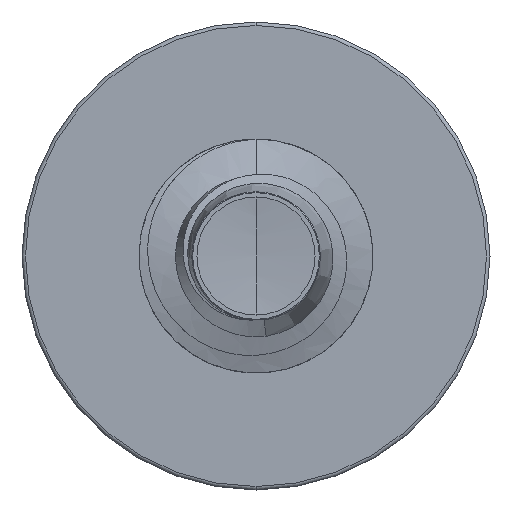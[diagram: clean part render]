
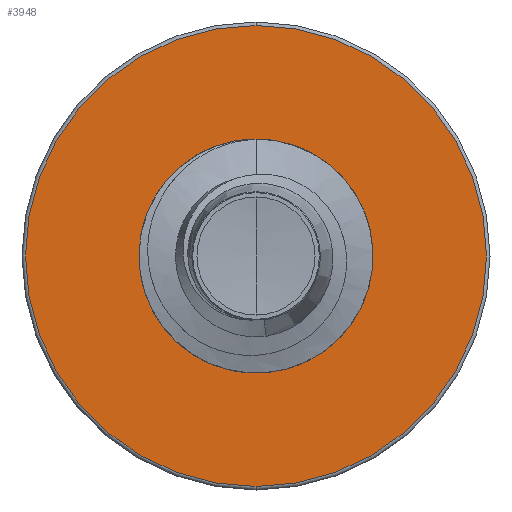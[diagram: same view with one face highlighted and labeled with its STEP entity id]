
A CAD part, front view. The second image highlights one B-rep face of the part: STEP entity #3948.
In plain terms, the highlighted planar face has unit normal (0, -1, 0).
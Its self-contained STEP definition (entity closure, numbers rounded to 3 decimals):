
#524 = DIRECTION ( 'NONE',  ( 0., 0., 1. ) ) ;
#597 = DIRECTION ( 'NONE',  ( 0., 1., 0. ) ) ;
#638 = PLANE ( 'NONE',  #10233 ) ;
#684 = CARTESIAN_POINT ( 'NONE',  ( 0., 6., -1.722 ) ) ;
#702 = VERTEX_POINT ( 'NONE', #12508 ) ;
#1112 = FACE_OUTER_BOUND ( 'NONE', #8825, .T. ) ;
#1355 = AXIS2_PLACEMENT_3D ( 'NONE', #1791, #1764, #1762 ) ;
#1624 = AXIS2_PLACEMENT_3D ( 'NONE', #11926, #11923, #11919 ) ;
#1762 = DIRECTION ( 'NONE',  ( 0., 0., 1. ) ) ;
#1764 = DIRECTION ( 'NONE',  ( 0., 1., 0. ) ) ;
#1791 = CARTESIAN_POINT ( 'NONE',  ( 0., 6., 0. ) ) ;
#1879 = AXIS2_PLACEMENT_3D ( 'NONE', #2836, #2796, #2794 ) ;
#1884 = AXIS2_PLACEMENT_3D ( 'NONE', #3071, #3008, #2959 ) ;
#2794 = DIRECTION ( 'NONE',  ( 0., 0., 1. ) ) ;
#2796 = DIRECTION ( 'NONE',  ( 0., 1., 0. ) ) ;
#2836 = CARTESIAN_POINT ( 'NONE',  ( 0., 6., 0. ) ) ;
#2959 = DIRECTION ( 'NONE',  ( 0., 0., 1. ) ) ;
#3008 = DIRECTION ( 'NONE',  ( 0., 1., 0. ) ) ;
#3071 = CARTESIAN_POINT ( 'NONE',  ( 0., 6., 0. ) ) ;
#3503 = CARTESIAN_POINT ( 'NONE',  ( 0., 6., 1.722 ) ) ;
#3948 = ADVANCED_FACE ( 'NONE', ( #1112, #4493 ), #638, .F. ) ;
#4136 = VERTEX_POINT ( 'NONE', #9651 ) ;
#4493 = FACE_BOUND ( 'NONE', #9382, .T. ) ;
#4497 = CIRCLE ( 'NONE', #1884, 3.448 ) ;
#5466 = CIRCLE ( 'NONE', #1624, 3.448 ) ;
#6490 = CARTESIAN_POINT ( 'NONE',  ( 0., 6., -3.447 ) ) ;
#6635 = VERTEX_POINT ( 'NONE', #3503 ) ;
#7214 = CIRCLE ( 'NONE', #1879, 1.722 ) ;
#8825 = EDGE_LOOP ( 'NONE', ( #9336, #9470 ) ) ;
#9336 = ORIENTED_EDGE ( 'NONE', *, *, #10880, .F. ) ;
#9382 = EDGE_LOOP ( 'NONE', ( #10401, #10377 ) ) ;
#9470 = ORIENTED_EDGE ( 'NONE', *, *, #11149, .F. ) ;
#9651 = CARTESIAN_POINT ( 'NONE',  ( 0., 6., -1.722 ) ) ;
#10233 = AXIS2_PLACEMENT_3D ( 'NONE', #684, #597, #524 ) ;
#10377 = ORIENTED_EDGE ( 'NONE', *, *, #10894, .T. ) ;
#10401 = ORIENTED_EDGE ( 'NONE', *, *, #11351, .T. ) ;
#10880 = EDGE_CURVE ( 'NONE', #702, #11296, #4497, .T. ) ;
#10894 = EDGE_CURVE ( 'NONE', #4136, #6635, #7214, .T. ) ;
#11149 = EDGE_CURVE ( 'NONE', #11296, #702, #5466, .T. ) ;
#11296 = VERTEX_POINT ( 'NONE', #6490 ) ;
#11351 = EDGE_CURVE ( 'NONE', #6635, #4136, #12744, .T. ) ;
#11919 = DIRECTION ( 'NONE',  ( 0., 0., 1. ) ) ;
#11923 = DIRECTION ( 'NONE',  ( 0., 1., 0. ) ) ;
#11926 = CARTESIAN_POINT ( 'NONE',  ( 0., 6., 0. ) ) ;
#12508 = CARTESIAN_POINT ( 'NONE',  ( 0., 6., 3.448 ) ) ;
#12744 = CIRCLE ( 'NONE', #1355, 1.722 ) ;
